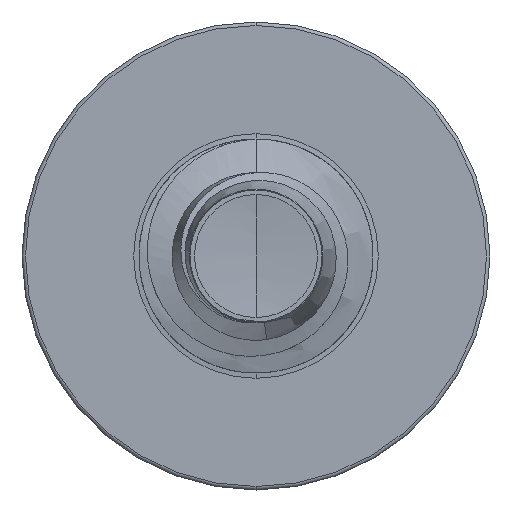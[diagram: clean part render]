
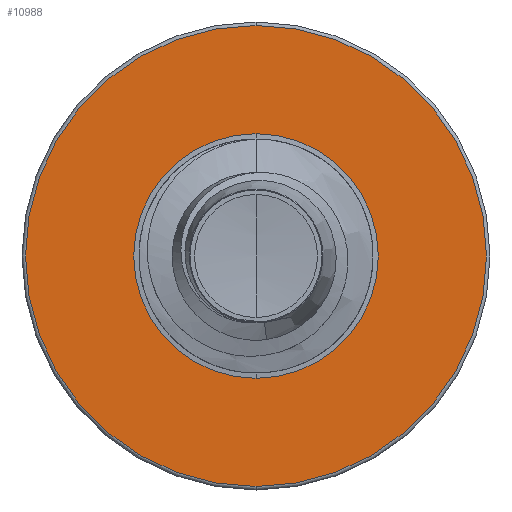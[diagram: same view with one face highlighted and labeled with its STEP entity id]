
A CAD part, front view. The second image highlights one B-rep face of the part: STEP entity #10988.
In plain terms, the highlighted planar face has unit normal (0, -1, 0).
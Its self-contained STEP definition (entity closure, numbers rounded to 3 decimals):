
#3488 = AXIS2_PLACEMENT_3D ( 'NONE', #7133, #7110, #7104 ) ;
#4089 = DIRECTION ( 'NONE',  ( 0., 0., 1. ) ) ;
#4114 = DIRECTION ( 'NONE',  ( 0., 1., 0. ) ) ;
#4133 = CARTESIAN_POINT ( 'NONE',  ( 0., 8., 0. ) ) ;
#4814 = AXIS2_PLACEMENT_3D ( 'NONE', #11755, #11735, #11713 ) ;
#5201 = CARTESIAN_POINT ( 'NONE',  ( 0., 8., -1.15 ) ) ;
#6140 = AXIS2_PLACEMENT_3D ( 'NONE', #4133, #4114, #4089 ) ;
#6843 = CARTESIAN_POINT ( 'NONE',  ( 0., 8., -2.167 ) ) ;
#6896 = CIRCLE ( 'NONE', #6140, 1.15 ) ;
#6921 = FACE_OUTER_BOUND ( 'NONE', #10245, .T. ) ;
#7104 = DIRECTION ( 'NONE',  ( 0., 0., 1. ) ) ;
#7110 = DIRECTION ( 'NONE',  ( 0., 1., 0. ) ) ;
#7133 = CARTESIAN_POINT ( 'NONE',  ( 0., 8., 0. ) ) ;
#7359 = DIRECTION ( 'NONE',  ( 0., 0., 1. ) ) ;
#7383 = CARTESIAN_POINT ( 'NONE',  ( 0., 8., -1.15 ) ) ;
#7409 = PLANE ( 'NONE',  #8445 ) ;
#7564 = AXIS2_PLACEMENT_3D ( 'NONE', #16746, #16732, #16118 ) ;
#7572 = DIRECTION ( 'NONE',  ( 0., 1., 0. ) ) ;
#7864 = EDGE_LOOP ( 'NONE', ( #17072, #7934 ) ) ;
#7934 = ORIENTED_EDGE ( 'NONE', *, *, #13593, .T. ) ;
#8091 = CIRCLE ( 'NONE', #3488, 2.167 ) ;
#8445 = AXIS2_PLACEMENT_3D ( 'NONE', #7383, #7572, #7359 ) ;
#9303 = CARTESIAN_POINT ( 'NONE',  ( 0., 8., 2.167 ) ) ;
#9609 = CARTESIAN_POINT ( 'NONE',  ( 0., 8., 1.15 ) ) ;
#9746 = VERTEX_POINT ( 'NONE', #9303 ) ;
#10245 = EDGE_LOOP ( 'NONE', ( #11370, #14645 ) ) ;
#10664 = FACE_BOUND ( 'NONE', #7864, .T. ) ;
#10988 = ADVANCED_FACE ( 'NONE', ( #6921, #10664 ), #7409, .F. ) ;
#11253 = VERTEX_POINT ( 'NONE', #6843 ) ;
#11370 = ORIENTED_EDGE ( 'NONE', *, *, #14594, .F. ) ;
#11713 = DIRECTION ( 'NONE',  ( 0., 0., 1. ) ) ;
#11735 = DIRECTION ( 'NONE',  ( 0., 1., 0. ) ) ;
#11755 = CARTESIAN_POINT ( 'NONE',  ( 0., 8., 0. ) ) ;
#12147 = VERTEX_POINT ( 'NONE', #5201 ) ;
#13006 = EDGE_CURVE ( 'NONE', #17258, #12147, #16361, .T. ) ;
#13593 = EDGE_CURVE ( 'NONE', #12147, #17258, #6896, .T. ) ;
#14594 = EDGE_CURVE ( 'NONE', #9746, #11253, #17475, .T. ) ;
#14645 = ORIENTED_EDGE ( 'NONE', *, *, #15082, .F. ) ;
#15082 = EDGE_CURVE ( 'NONE', #11253, #9746, #8091, .T. ) ;
#16118 = DIRECTION ( 'NONE',  ( 0., 0., 1. ) ) ;
#16361 = CIRCLE ( 'NONE', #7564, 1.15 ) ;
#16732 = DIRECTION ( 'NONE',  ( 0., 1., 0. ) ) ;
#16746 = CARTESIAN_POINT ( 'NONE',  ( 0., 8., 0. ) ) ;
#17072 = ORIENTED_EDGE ( 'NONE', *, *, #13006, .T. ) ;
#17258 = VERTEX_POINT ( 'NONE', #9609 ) ;
#17475 = CIRCLE ( 'NONE', #4814, 2.167 ) ;
